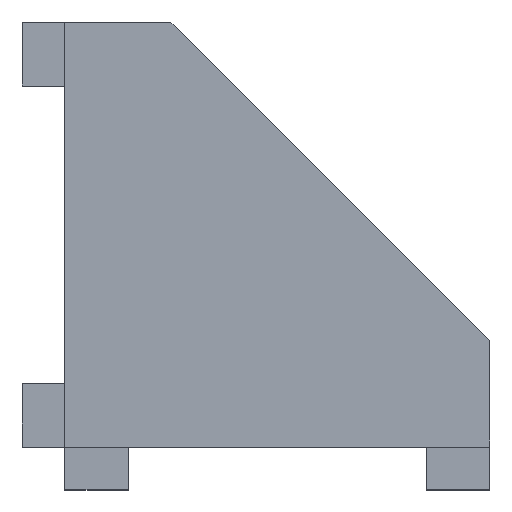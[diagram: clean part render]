
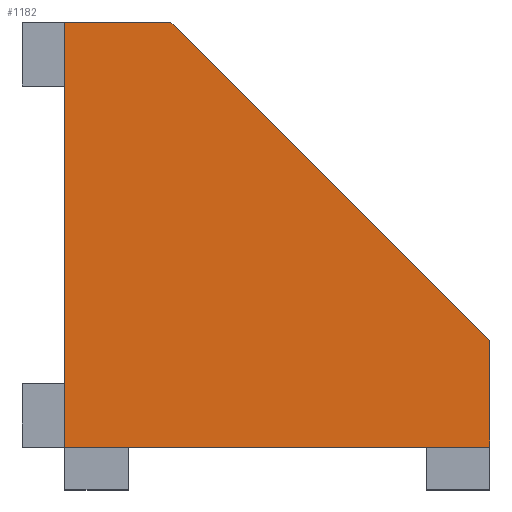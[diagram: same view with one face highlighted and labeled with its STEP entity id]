
A CAD part, top view. The second image highlights one B-rep face of the part: STEP entity #1182.
In plain terms, the highlighted planar face has unit normal (0, 0, 1).
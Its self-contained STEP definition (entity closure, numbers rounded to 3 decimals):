
#32 = PLANE('',#33);
#33 = AXIS2_PLACEMENT_3D('',#34,#35,#36);
#34 = CARTESIAN_POINT('',(0.,0.,-10.));
#35 = DIRECTION('',(-1.,0.,0.));
#36 = DIRECTION('',(0.,1.,0.));
#72 = PLANE('',#73);
#73 = AXIS2_PLACEMENT_3D('',#74,#75,#76);
#74 = CARTESIAN_POINT('',(9.333,0.,0.));
#75 = DIRECTION('',(-0.,-1.,-0.));
#76 = DIRECTION('',(0.,0.,-1.));
#169 = VERTEX_POINT('',#170);
#170 = CARTESIAN_POINT('',(0.,0.,10.));
#191 = EDGE_CURVE('',#169,#192,#194,.T.);
#192 = VERTEX_POINT('',#193);
#193 = CARTESIAN_POINT('',(0.,20.,10.));
#194 = SURFACE_CURVE('',#195,(#199,#206),.PCURVE_S1.);
#195 = LINE('',#196,#197);
#196 = CARTESIAN_POINT('',(0.,0.,10.));
#197 = VECTOR('',#198,1.);
#198 = DIRECTION('',(0.,1.,0.));
#199 = PCURVE('',#32,#200);
#200 = DEFINITIONAL_REPRESENTATION('',(#201),#205);
#201 = LINE('',#202,#203);
#202 = CARTESIAN_POINT('',(0.,-20.));
#203 = VECTOR('',#204,1.);
#204 = DIRECTION('',(1.,0.));
#205 = ( GEOMETRIC_REPRESENTATION_CONTEXT(2) 
PARAMETRIC_REPRESENTATION_CONTEXT() REPRESENTATION_CONTEXT('2D SPACE',''
  ) );
#206 = PCURVE('',#207,#212);
#207 = PLANE('',#208);
#208 = AXIS2_PLACEMENT_3D('',#209,#210,#211);
#209 = CARTESIAN_POINT('',(8.112,8.112,10.));
#210 = DIRECTION('',(-0.,-0.,-1.));
#211 = DIRECTION('',(-1.,0.,0.));
#212 = DEFINITIONAL_REPRESENTATION('',(#213),#217);
#213 = LINE('',#214,#215);
#214 = CARTESIAN_POINT('',(8.112,-8.112));
#215 = VECTOR('',#216,1.);
#216 = DIRECTION('',(0.,1.));
#217 = ( GEOMETRIC_REPRESENTATION_CONTEXT(2) 
PARAMETRIC_REPRESENTATION_CONTEXT() REPRESENTATION_CONTEXT('2D SPACE',''
  ) );
#235 = PLANE('',#236);
#236 = AXIS2_PLACEMENT_3D('',#237,#238,#239);
#237 = CARTESIAN_POINT('',(2.019,20.,0.));
#238 = DIRECTION('',(0.,1.,0.));
#239 = DIRECTION('',(0.,0.,1.));
#426 = PLANE('',#427);
#427 = AXIS2_PLACEMENT_3D('',#428,#429,#430);
#428 = CARTESIAN_POINT('',(5.,20.,-10.));
#429 = DIRECTION('',(0.707,0.707,0.));
#430 = DIRECTION('',(0.707,-0.707,0.));
#454 = PLANE('',#455);
#455 = AXIS2_PLACEMENT_3D('',#456,#457,#458);
#456 = CARTESIAN_POINT('',(20.,2.019,0.));
#457 = DIRECTION('',(1.,0.,0.));
#458 = DIRECTION('',(0.,0.,1.));
#599 = VERTEX_POINT('',#600);
#600 = CARTESIAN_POINT('',(20.,0.,10.));
#621 = EDGE_CURVE('',#599,#169,#622,.T.);
#622 = SURFACE_CURVE('',#623,(#627,#634),.PCURVE_S1.);
#623 = LINE('',#624,#625);
#624 = CARTESIAN_POINT('',(20.,0.,10.));
#625 = VECTOR('',#626,1.);
#626 = DIRECTION('',(-1.,0.,0.));
#627 = PCURVE('',#72,#628);
#628 = DEFINITIONAL_REPRESENTATION('',(#629),#633);
#629 = LINE('',#630,#631);
#630 = CARTESIAN_POINT('',(-10.,10.667));
#631 = VECTOR('',#632,1.);
#632 = DIRECTION('',(0.,-1.));
#633 = ( GEOMETRIC_REPRESENTATION_CONTEXT(2) 
PARAMETRIC_REPRESENTATION_CONTEXT() REPRESENTATION_CONTEXT('2D SPACE',''
  ) );
#634 = PCURVE('',#207,#635);
#635 = DEFINITIONAL_REPRESENTATION('',(#636),#640);
#636 = LINE('',#637,#638);
#637 = CARTESIAN_POINT('',(-11.888,-8.112));
#638 = VECTOR('',#639,1.);
#639 = DIRECTION('',(1.,0.));
#640 = ( GEOMETRIC_REPRESENTATION_CONTEXT(2) 
PARAMETRIC_REPRESENTATION_CONTEXT() REPRESENTATION_CONTEXT('2D SPACE',''
  ) );
#834 = EDGE_CURVE('',#192,#835,#837,.T.);
#835 = VERTEX_POINT('',#836);
#836 = CARTESIAN_POINT('',(5.,20.,10.));
#837 = SURFACE_CURVE('',#838,(#842,#849),.PCURVE_S1.);
#838 = LINE('',#839,#840);
#839 = CARTESIAN_POINT('',(0.,20.,10.));
#840 = VECTOR('',#841,1.);
#841 = DIRECTION('',(1.,0.,0.));
#842 = PCURVE('',#235,#843);
#843 = DEFINITIONAL_REPRESENTATION('',(#844),#848);
#844 = LINE('',#845,#846);
#845 = CARTESIAN_POINT('',(10.,-2.019));
#846 = VECTOR('',#847,1.);
#847 = DIRECTION('',(0.,1.));
#848 = ( GEOMETRIC_REPRESENTATION_CONTEXT(2) 
PARAMETRIC_REPRESENTATION_CONTEXT() REPRESENTATION_CONTEXT('2D SPACE',''
  ) );
#849 = PCURVE('',#207,#850);
#850 = DEFINITIONAL_REPRESENTATION('',(#851),#855);
#851 = LINE('',#852,#853);
#852 = CARTESIAN_POINT('',(8.112,11.888));
#853 = VECTOR('',#854,1.);
#854 = DIRECTION('',(-1.,0.));
#855 = ( GEOMETRIC_REPRESENTATION_CONTEXT(2) 
PARAMETRIC_REPRESENTATION_CONTEXT() REPRESENTATION_CONTEXT('2D SPACE',''
  ) );
#1182 = ADVANCED_FACE('',(#1183),#207,.F.);
#1183 = FACE_BOUND('',#1184,.F.);
#1184 = EDGE_LOOP('',(#1185,#1186,#1187,#1210,#1231));
#1185 = ORIENTED_EDGE('',*,*,#191,.T.);
#1186 = ORIENTED_EDGE('',*,*,#834,.T.);
#1187 = ORIENTED_EDGE('',*,*,#1188,.T.);
#1188 = EDGE_CURVE('',#835,#1189,#1191,.T.);
#1189 = VERTEX_POINT('',#1190);
#1190 = CARTESIAN_POINT('',(20.,5.,10.));
#1191 = SURFACE_CURVE('',#1192,(#1196,#1203),.PCURVE_S1.);
#1192 = LINE('',#1193,#1194);
#1193 = CARTESIAN_POINT('',(5.,20.,10.));
#1194 = VECTOR('',#1195,1.);
#1195 = DIRECTION('',(0.707,-0.707,0.));
#1196 = PCURVE('',#207,#1197);
#1197 = DEFINITIONAL_REPRESENTATION('',(#1198),#1202);
#1198 = LINE('',#1199,#1200);
#1199 = CARTESIAN_POINT('',(3.112,11.888));
#1200 = VECTOR('',#1201,1.);
#1201 = DIRECTION('',(-0.707,-0.707));
#1202 = ( GEOMETRIC_REPRESENTATION_CONTEXT(2) 
PARAMETRIC_REPRESENTATION_CONTEXT() REPRESENTATION_CONTEXT('2D SPACE',''
  ) );
#1203 = PCURVE('',#426,#1204);
#1204 = DEFINITIONAL_REPRESENTATION('',(#1205),#1209);
#1205 = LINE('',#1206,#1207);
#1206 = CARTESIAN_POINT('',(0.,-20.));
#1207 = VECTOR('',#1208,1.);
#1208 = DIRECTION('',(1.,0.));
#1209 = ( GEOMETRIC_REPRESENTATION_CONTEXT(2) 
PARAMETRIC_REPRESENTATION_CONTEXT() REPRESENTATION_CONTEXT('2D SPACE',''
  ) );
#1210 = ORIENTED_EDGE('',*,*,#1211,.T.);
#1211 = EDGE_CURVE('',#1189,#599,#1212,.T.);
#1212 = SURFACE_CURVE('',#1213,(#1217,#1224),.PCURVE_S1.);
#1213 = LINE('',#1214,#1215);
#1214 = CARTESIAN_POINT('',(20.,5.,10.));
#1215 = VECTOR('',#1216,1.);
#1216 = DIRECTION('',(0.,-1.,0.));
#1217 = PCURVE('',#207,#1218);
#1218 = DEFINITIONAL_REPRESENTATION('',(#1219),#1223);
#1219 = LINE('',#1220,#1221);
#1220 = CARTESIAN_POINT('',(-11.888,-3.112));
#1221 = VECTOR('',#1222,1.);
#1222 = DIRECTION('',(0.,-1.));
#1223 = ( GEOMETRIC_REPRESENTATION_CONTEXT(2) 
PARAMETRIC_REPRESENTATION_CONTEXT() REPRESENTATION_CONTEXT('2D SPACE',''
  ) );
#1224 = PCURVE('',#454,#1225);
#1225 = DEFINITIONAL_REPRESENTATION('',(#1226),#1230);
#1226 = LINE('',#1227,#1228);
#1227 = CARTESIAN_POINT('',(10.,-2.981));
#1228 = VECTOR('',#1229,1.);
#1229 = DIRECTION('',(0.,1.));
#1230 = ( GEOMETRIC_REPRESENTATION_CONTEXT(2) 
PARAMETRIC_REPRESENTATION_CONTEXT() REPRESENTATION_CONTEXT('2D SPACE',''
  ) );
#1231 = ORIENTED_EDGE('',*,*,#621,.T.);
